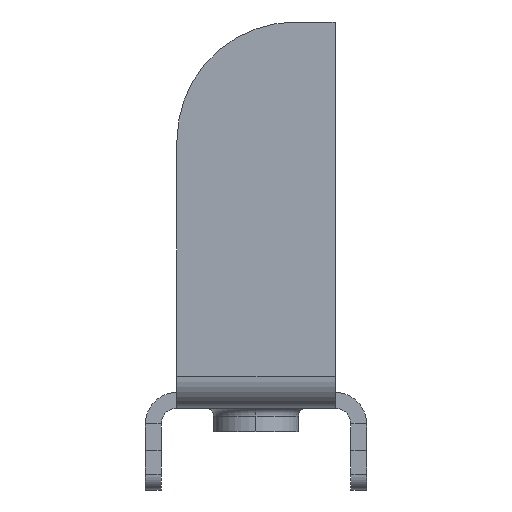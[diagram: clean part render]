
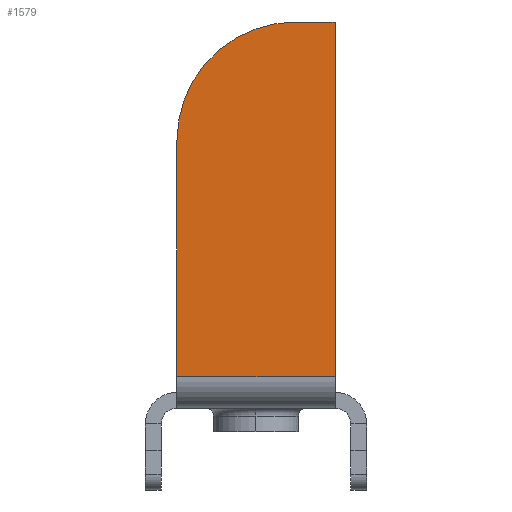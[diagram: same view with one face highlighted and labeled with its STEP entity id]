
A CAD part, left-side view. The second image highlights one B-rep face of the part: STEP entity #1579.
In plain terms, the highlighted planar face has unit normal (-1, 0, 0).
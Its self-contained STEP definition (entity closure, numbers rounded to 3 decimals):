
#211=DIRECTION('',(0.,0.,1.));
#212=VECTOR('',#211,29.858);
#213=CARTESIAN_POINT('',(-95.5,10.,2.));
#214=LINE('',#213,#212);
#215=CARTESIAN_POINT('',(-95.5,-5.,31.858));
#216=DIRECTION('',(1.,0.,0.));
#217=DIRECTION('',(0.,1.,0.));
#218=AXIS2_PLACEMENT_3D('',#215,#216,#217);
#220=DIRECTION('',(0.,-1.,0.));
#221=VECTOR('',#220,5.);
#222=CARTESIAN_POINT('',(-95.5,-5.,46.858));
#223=LINE('',#222,#221);
#224=DIRECTION('',(0.,0.,-1.));
#225=VECTOR('',#224,44.858);
#226=CARTESIAN_POINT('',(-95.5,-10.,46.858));
#227=LINE('',#226,#225);
#228=DIRECTION('',(0.,1.,0.));
#229=VECTOR('',#228,20.);
#230=CARTESIAN_POINT('',(-95.5,-10.,2.));
#231=LINE('',#230,#229);
#1148=CARTESIAN_POINT('',(-95.5,10.,31.858));
#1149=CARTESIAN_POINT('',(-95.5,-5.,46.858));
#1150=VERTEX_POINT('',#1148);
#1151=VERTEX_POINT('',#1149);
#1152=CARTESIAN_POINT('',(-95.5,-10.,46.858));
#1153=VERTEX_POINT('',#1152);
#1250=CARTESIAN_POINT('',(-95.5,10.,2.));
#1251=VERTEX_POINT('',#1250);
#1254=CARTESIAN_POINT('',(-95.5,-10.,2.));
#1255=VERTEX_POINT('',#1254);
#1564=CARTESIAN_POINT('',(-95.5,0.,-93.642));
#1565=DIRECTION('',(1.,0.,0.));
#1566=DIRECTION('',(0.,0.,-1.));
#1567=AXIS2_PLACEMENT_3D('',#1564,#1565,#1566);
#1568=PLANE('',#1567);
#1570=ORIENTED_EDGE('',*,*,#1569,.T.);
#1571=ORIENTED_EDGE('',*,*,#1500,.T.);
#1573=ORIENTED_EDGE('',*,*,#1572,.T.);
#1575=ORIENTED_EDGE('',*,*,#1574,.T.);
#1576=ORIENTED_EDGE('',*,*,#1556,.T.);
#1577=EDGE_LOOP('',(#1570,#1571,#1573,#1575,#1576));
#1578=FACE_OUTER_BOUND('',#1577,.F.);
#1579=ADVANCED_FACE('',(#1578),#1568,.F.);
#219=CIRCLE('',#218,15.);
#1500=EDGE_CURVE('',#1251,#1150,#214,.T.);
#1556=EDGE_CURVE('',#1153,#1255,#227,.T.);
#1569=EDGE_CURVE('',#1255,#1251,#231,.T.);
#1572=EDGE_CURVE('',#1150,#1151,#219,.T.);
#1574=EDGE_CURVE('',#1151,#1153,#223,.T.);
